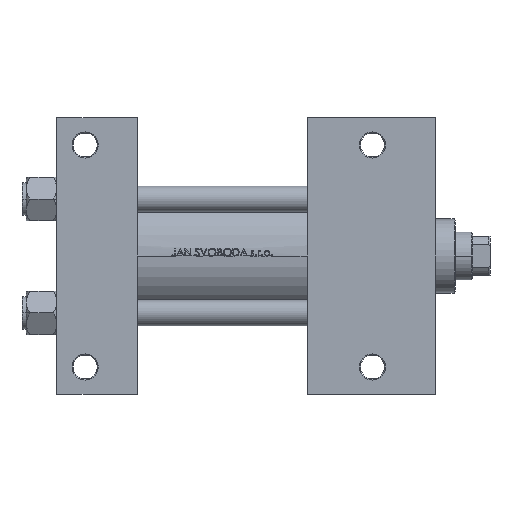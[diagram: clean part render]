
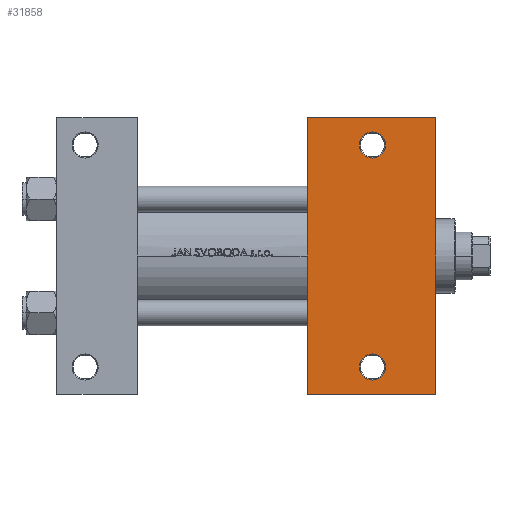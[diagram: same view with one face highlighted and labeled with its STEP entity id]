
A CAD part, front view. The second image highlights one B-rep face of the part: STEP entity #31858.
In plain terms, the highlighted face is planar.
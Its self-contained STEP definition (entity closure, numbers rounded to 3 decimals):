
#406 = DIRECTION ( 'NONE',  ( -1., 0., 0. ) ) ;
#589 = VERTEX_POINT ( 'NONE', #29819 ) ;
#915 = CARTESIAN_POINT ( 'NONE',  ( 145., -51., -37.5 ) ) ;
#1926 = CARTESIAN_POINT ( 'NONE',  ( 174., 37.5, -37.5 ) ) ;
#2564 = CARTESIAN_POINT ( 'NONE',  ( 139.001, -51., -37.5 ) ) ;
#2892 = DIRECTION ( 'NONE',  ( -1., 0., 0. ) ) ;
#3234 = CIRCLE ( 'NONE', #37412, 5.999 ) ;
#3911 = LINE ( 'NONE', #34521, #8886 ) ;
#4430 = CARTESIAN_POINT ( 'NONE',  ( 139.001, 51., -37.5 ) ) ;
#5470 = ORIENTED_EDGE ( 'NONE', *, *, #24151, .T. ) ;
#5596 = EDGE_CURVE ( 'NONE', #38877, #29893, #41020, .T. ) ;
#5778 = AXIS2_PLACEMENT_3D ( 'NONE', #45737, #7873, #406 ) ;
#6379 = FACE_BOUND ( 'NONE', #17633, .T. ) ;
#6482 = VECTOR ( 'NONE', #34898, 1000. ) ;
#6583 = EDGE_CURVE ( 'NONE', #24046, #34927, #35862, .T. ) ;
#7873 = DIRECTION ( 'NONE',  ( 0., 0., 1. ) ) ;
#8376 = VERTEX_POINT ( 'NONE', #2564 ) ;
#8886 = VECTOR ( 'NONE', #11125, 1000. ) ;
#9951 = DIRECTION ( 'NONE',  ( 1., 0., 0. ) ) ;
#10637 = ORIENTED_EDGE ( 'NONE', *, *, #6583, .T. ) ;
#11125 = DIRECTION ( 'NONE',  ( 0., -1., 0. ) ) ;
#11857 = DIRECTION ( 'NONE',  ( -1., 0., 0. ) ) ;
#12239 = ORIENTED_EDGE ( 'NONE', *, *, #30475, .T. ) ;
#12727 = DIRECTION ( 'NONE',  ( -1., 0., 0. ) ) ;
#13046 = AXIS2_PLACEMENT_3D ( 'NONE', #1926, #13581, #2892 ) ;
#13336 = FACE_BOUND ( 'NONE', #43111, .T. ) ;
#13581 = DIRECTION ( 'NONE',  ( 0., 0., -1. ) ) ;
#13595 = ORIENTED_EDGE ( 'NONE', *, *, #41697, .T. ) ;
#13797 = EDGE_CURVE ( 'NONE', #24046, #589, #40055, .T. ) ;
#14407 = AXIS2_PLACEMENT_3D ( 'NONE', #915, #19545, #42252 ) ;
#16381 = CARTESIAN_POINT ( 'NONE',  ( 115., 37.5, -37.5 ) ) ;
#16490 = VECTOR ( 'NONE', #43799, 1000. ) ;
#17163 = CARTESIAN_POINT ( 'NONE',  ( 115., 63.5, -37.5 ) ) ;
#17633 = EDGE_LOOP ( 'NONE', ( #5470, #12239 ) ) ;
#19064 = DIRECTION ( 'NONE',  ( 0., 0., 1. ) ) ;
#19411 = VERTEX_POINT ( 'NONE', #40379 ) ;
#19530 = ORIENTED_EDGE ( 'NONE', *, *, #40314, .T. ) ;
#19545 = DIRECTION ( 'NONE',  ( 0., 0., 1. ) ) ;
#21854 = VERTEX_POINT ( 'NONE', #22301 ) ;
#22301 = CARTESIAN_POINT ( 'NONE',  ( 150.999, -51., -37.5 ) ) ;
#22933 = ORIENTED_EDGE ( 'NONE', *, *, #24674, .T. ) ;
#23665 = CARTESIAN_POINT ( 'NONE',  ( 115., -63.5, -37.5 ) ) ;
#24046 = VERTEX_POINT ( 'NONE', #36528 ) ;
#24151 = EDGE_CURVE ( 'NONE', #8376, #21854, #37503, .T. ) ;
#24674 = EDGE_CURVE ( 'NONE', #19411, #589, #45883, .T. ) ;
#25021 = FACE_OUTER_BOUND ( 'NONE', #43590, .T. ) ;
#27215 = CIRCLE ( 'NONE', #5778, 5.999 ) ;
#29819 = CARTESIAN_POINT ( 'NONE',  ( 115., -63.5, -37.5 ) ) ;
#29893 = VERTEX_POINT ( 'NONE', #47445 ) ;
#30475 = EDGE_CURVE ( 'NONE', #21854, #8376, #27215, .T. ) ;
#31170 = CARTESIAN_POINT ( 'NONE',  ( 145., 51., -37.5 ) ) ;
#31205 = ORIENTED_EDGE ( 'NONE', *, *, #13797, .F. ) ;
#31858 = ADVANCED_FACE ( 'NONE', ( #13336, #6379, #25021 ), #36017, .T. ) ;
#34521 = CARTESIAN_POINT ( 'NONE',  ( 174., 37.5, -37.5 ) ) ;
#34898 = DIRECTION ( 'NONE',  ( -1., 0., 0. ) ) ;
#34927 = VERTEX_POINT ( 'NONE', #35047 ) ;
#35047 = CARTESIAN_POINT ( 'NONE',  ( 174., 63.5, -37.5 ) ) ;
#35862 = LINE ( 'NONE', #17163, #44214 ) ;
#36017 = PLANE ( 'NONE',  #13046 ) ;
#36528 = CARTESIAN_POINT ( 'NONE',  ( 115., 63.5, -37.5 ) ) ;
#37412 = AXIS2_PLACEMENT_3D ( 'NONE', #31170, #43150, #12727 ) ;
#37503 = CIRCLE ( 'NONE', #14407, 5.999 ) ;
#38509 = CARTESIAN_POINT ( 'NONE',  ( 145., 51., -37.5 ) ) ;
#38877 = VERTEX_POINT ( 'NONE', #4430 ) ;
#40055 = LINE ( 'NONE', #16381, #16490 ) ;
#40314 = EDGE_CURVE ( 'NONE', #34927, #19411, #3911, .T. ) ;
#40379 = CARTESIAN_POINT ( 'NONE',  ( 174., -63.5, -37.5 ) ) ;
#41020 = CIRCLE ( 'NONE', #43415, 5.999 ) ;
#41697 = EDGE_CURVE ( 'NONE', #29893, #38877, #3234, .T. ) ;
#42252 = DIRECTION ( 'NONE',  ( -1., 0., 0. ) ) ;
#43111 = EDGE_LOOP ( 'NONE', ( #45839, #13595 ) ) ;
#43150 = DIRECTION ( 'NONE',  ( 0., 0., 1. ) ) ;
#43415 = AXIS2_PLACEMENT_3D ( 'NONE', #38509, #19064, #11857 ) ;
#43590 = EDGE_LOOP ( 'NONE', ( #31205, #10637, #19530, #22933 ) ) ;
#43799 = DIRECTION ( 'NONE',  ( 0., -1., 0. ) ) ;
#44214 = VECTOR ( 'NONE', #9951, 1000. ) ;
#45737 = CARTESIAN_POINT ( 'NONE',  ( 145., -51., -37.5 ) ) ;
#45839 = ORIENTED_EDGE ( 'NONE', *, *, #5596, .T. ) ;
#45883 = LINE ( 'NONE', #23665, #6482 ) ;
#47445 = CARTESIAN_POINT ( 'NONE',  ( 150.999, 51., -37.5 ) ) ;
